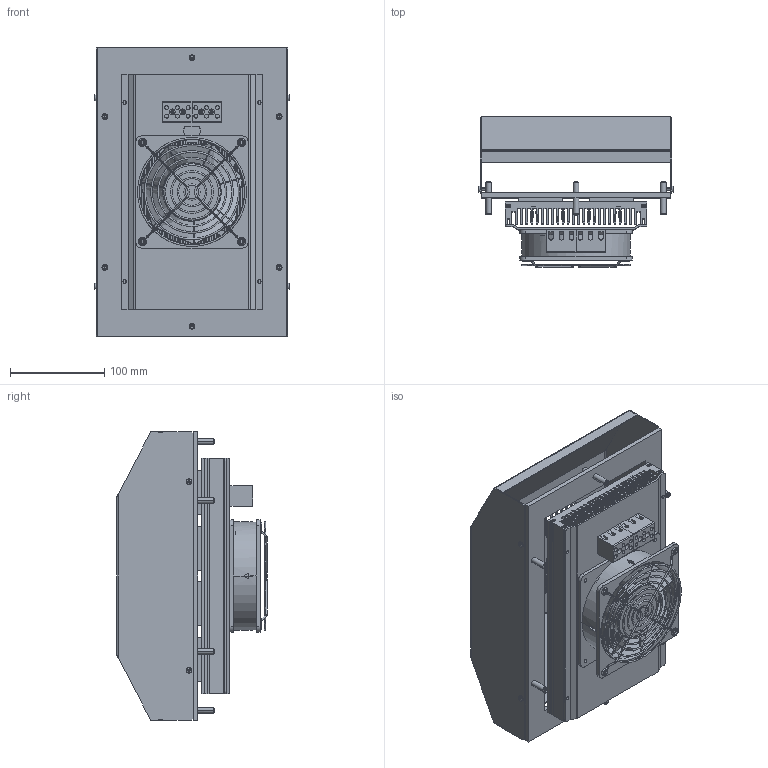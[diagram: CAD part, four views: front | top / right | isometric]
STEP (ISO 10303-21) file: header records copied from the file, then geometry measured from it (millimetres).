
FILE_DESCRIPTION((''),'2;1');
FILE_NAME('TG3155-NEW_ASM_1_ASM','2023-10-24T12:15:21',('alexcam'),(''),'CREO PARAMETRIC BY PTC INC, 2018500','CREO PARAMETRIC BY PTC INC, 2018500','');
FILE_SCHEMA(('AUTOMOTIVE_DESIGN { 1 0 10303 214 1 1 1 1 }'));
Products named in the file (12): SET_SCREW_M6X35_1; TG3155-MOUNTING-GASKET-NEW_1; TG3155-AMB-NEW_ASM_1_ASM; TG3155-INT-HS_1; TG3155-INT-DEFL-NEW_1; EBM_4314_U_1; FINGER_GUARD_119X119_AXIAL_FAN_; PHOENIX_3POLE_CNCTR_1; TG3155-INT-NEW_ASM_1_ASM; TG3155_AMB_COVER_NEW_1; SCREW_DIN_7985-M3X6-4_8_1; TG3155-NEW_ASM_1_ASM
Assembly tree (20 placements, depth 3):
  TG3155-NEW_ASM_1_ASM
    TG3155-AMB-NEW_ASM_1_ASM
      SET_SCREW_M6X35_1  x6
      TG3155-MOUNTING-GASKET-NEW_1
    TG3155-INT-NEW_ASM_1_ASM
      TG3155-INT-HS_1
      TG3155-INT-DEFL-NEW_1
      EBM_4314_U_1
      FINGER_GUARD_119X119_AXIAL_FAN_
      PHOENIX_3POLE_CNCTR_1  x2
    TG3155_AMB_COVER_NEW_1
    SCREW_DIN_7985-M3X6-4_8_1  x4
Bounding box: 207.73 x 159.63 x 306 mm (x, y, z)
Volume: 1079691.8 mm3; surface area: 754997.1 mm2
Topology: 18 solids, 18 shells, 2567 faces, 8856 edges, 6293 vertices
Faces by surface type: cylinder 1304, plane 1026, torus 112, cone 84, bspline 33, sphere 8
Entity records: 104575 total; most frequent: CARTESIAN_POINT 29040, ORIENTED_EDGE 16280, DIRECTION 13795, EDGE_CURVE 8140, VERTEX_POINT 5837, AXIS2_PLACEMENT_3D 5099, VECTOR 3597, LINE 3597
